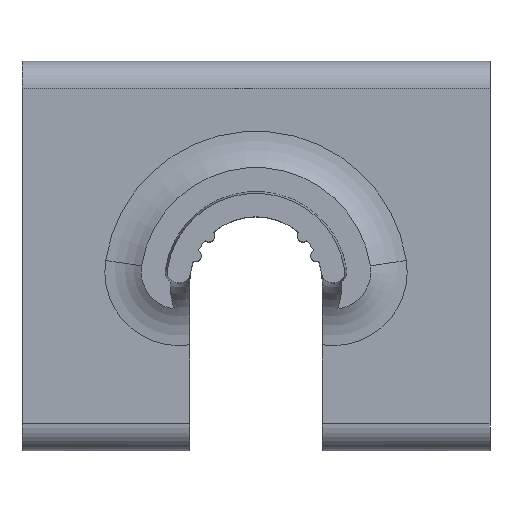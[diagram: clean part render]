
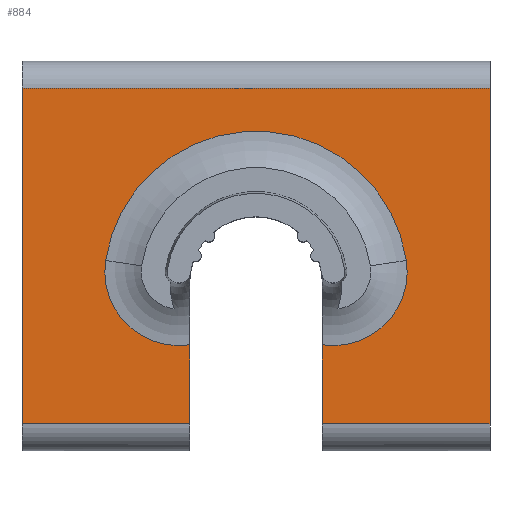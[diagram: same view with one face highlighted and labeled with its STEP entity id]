
A CAD part, top view. The second image highlights one B-rep face of the part: STEP entity #884.
In plain terms, the highlighted planar face has unit normal (0, 0, 1).
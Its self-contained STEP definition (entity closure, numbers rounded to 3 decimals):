
#15=PLANE('',#968);
#47=LINE('',#1470,#115);
#48=LINE('',#1472,#116);
#49=LINE('',#1474,#117);
#50=LINE('',#1475,#118);
#51=LINE('',#1477,#119);
#52=LINE('',#1479,#120);
#53=LINE('',#1480,#121);
#115=VECTOR('',#1118,1000.);
#116=VECTOR('',#1119,1000.);
#117=VECTOR('',#1120,1000.);
#118=VECTOR('',#1121,1000.);
#119=VECTOR('',#1122,1000.);
#120=VECTOR('',#1123,1000.);
#121=VECTOR('',#1124,1000.);
#184=FACE_OUTER_BOUND('',#233,.T.);
#233=EDGE_LOOP('',(#616,#617,#618,#619,#620,#621,#622,#623,#624,#625));
#293=CIRCLE('',#955,9.5);
#297=CIRCLE('',#960,9.5);
#302=CIRCLE('',#967,19.5);
#363=VERTEX_POINT('',#1403);
#364=VERTEX_POINT('',#1405);
#369=VERTEX_POINT('',#1441);
#370=VERTEX_POINT('',#1456);
#372=VERTEX_POINT('',#1468);
#373=VERTEX_POINT('',#1469);
#374=VERTEX_POINT('',#1471);
#375=VERTEX_POINT('',#1473);
#376=VERTEX_POINT('',#1476);
#377=VERTEX_POINT('',#1478);
#456=EDGE_CURVE('',#363,#364,#293,.T.);
#464=EDGE_CURVE('',#370,#369,#297,.T.);
#470=EDGE_CURVE('',#363,#370,#302,.T.);
#471=EDGE_CURVE('',#372,#373,#47,.T.);
#472=EDGE_CURVE('',#374,#373,#48,.T.);
#473=EDGE_CURVE('',#375,#374,#49,.T.);
#474=EDGE_CURVE('',#364,#375,#50,.T.);
#475=EDGE_CURVE('',#369,#376,#51,.T.);
#476=EDGE_CURVE('',#376,#377,#52,.T.);
#477=EDGE_CURVE('',#377,#372,#53,.T.);
#616=ORIENTED_EDGE('',*,*,#471,.T.);
#617=ORIENTED_EDGE('',*,*,#472,.F.);
#618=ORIENTED_EDGE('',*,*,#473,.F.);
#619=ORIENTED_EDGE('',*,*,#474,.F.);
#620=ORIENTED_EDGE('',*,*,#456,.F.);
#621=ORIENTED_EDGE('',*,*,#470,.T.);
#622=ORIENTED_EDGE('',*,*,#464,.T.);
#623=ORIENTED_EDGE('',*,*,#475,.T.);
#624=ORIENTED_EDGE('',*,*,#476,.T.);
#625=ORIENTED_EDGE('',*,*,#477,.T.);
#884=ADVANCED_FACE('',(#184),#15,.T.);
#955=AXIS2_PLACEMENT_3D('',#1406,#1089,#1090);
#960=AXIS2_PLACEMENT_3D('',#1457,#1099,#1100);
#967=AXIS2_PLACEMENT_3D('',#1466,#1114,#1115);
#968=AXIS2_PLACEMENT_3D('',#1467,#1116,#1117);
#1089=DIRECTION('center_axis',(0.,0.,1.));
#1090=DIRECTION('ref_axis',(-1.,0.,0.));
#1099=DIRECTION('center_axis',(0.,0.,-1.));
#1100=DIRECTION('ref_axis',(1.,0.,0.));
#1114=DIRECTION('center_axis',(0.,0.,-1.));
#1115=DIRECTION('ref_axis',(1.,0.,0.));
#1116=DIRECTION('center_axis',(0.,0.,1.));
#1117=DIRECTION('ref_axis',(1.,0.,0.));
#1118=DIRECTION('',(-1.,0.,0.));
#1119=DIRECTION('',(0.,1.,0.));
#1120=DIRECTION('',(-1.,0.,0.));
#1121=DIRECTION('',(0.,-1.,0.));
#1122=DIRECTION('',(0.,-1.,0.));
#1123=DIRECTION('',(1.,0.,0.));
#1124=DIRECTION('',(0.,1.,0.));
#1403=CARTESIAN_POINT('',(-19.279,-0.575,7.));
#1405=CARTESIAN_POINT('',(-8.5,-11.398,7.));
#1406=CARTESIAN_POINT('Origin',(-9.887,-2.,7.));
#1441=CARTESIAN_POINT('',(8.5,-11.398,7.));
#1456=CARTESIAN_POINT('',(19.279,-0.575,7.));
#1457=CARTESIAN_POINT('Origin',(9.887,-2.,7.));
#1466=CARTESIAN_POINT('Origin',(0.,-3.5,
7.));
#1467=CARTESIAN_POINT('Origin',(0.,0.,7.));
#1468=CARTESIAN_POINT('',(30.,21.5,7.));
#1469=CARTESIAN_POINT('',(-30.,21.5,7.));
#1470=CARTESIAN_POINT('',(0.,21.5,7.));
#1471=CARTESIAN_POINT('',(-30.,-21.5,7.));
#1472=CARTESIAN_POINT('',(-30.,-25.,7.));
#1473=CARTESIAN_POINT('',(-8.5,-21.5,7.));
#1474=CARTESIAN_POINT('',(-30.,-21.5,7.));
#1475=CARTESIAN_POINT('',(-8.5,-38.926,7.));
#1476=CARTESIAN_POINT('',(8.5,-21.5,7.));
#1477=CARTESIAN_POINT('',(8.5,-38.926,7.));
#1478=CARTESIAN_POINT('',(30.,-21.5,7.));
#1479=CARTESIAN_POINT('',(30.,-21.5,7.));
#1480=CARTESIAN_POINT('',(30.,-25.,7.));
